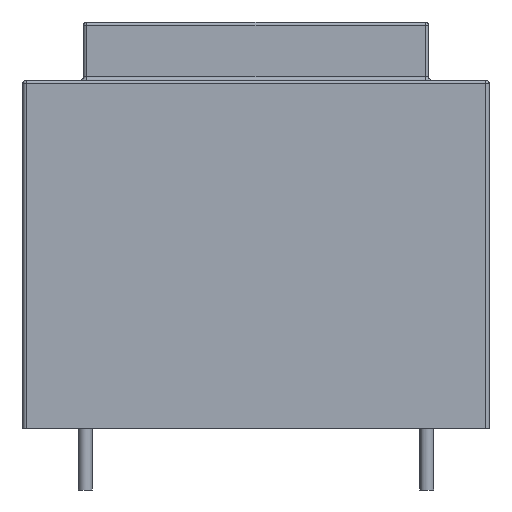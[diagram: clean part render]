
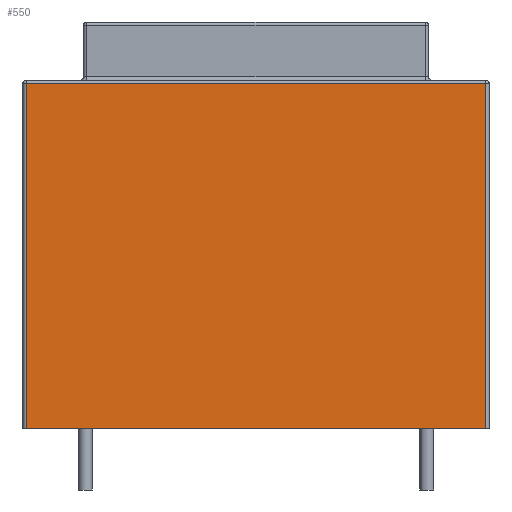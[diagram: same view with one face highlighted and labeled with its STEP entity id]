
A CAD part, front view. The second image highlights one B-rep face of the part: STEP entity #550.
In plain terms, the highlighted planar face has unit normal (0, -1, 0).
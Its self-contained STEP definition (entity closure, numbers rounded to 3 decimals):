
#196=CARTESIAN_POINT('',(13.45,-16.15,20.2));
#197=VERTEX_POINT('',#196);
#253=CARTESIAN_POINT('',(-13.45,-16.15,20.2));
#254=VERTEX_POINT('',#253);
#305=CARTESIAN_POINT('',(-13.45,-16.15,0.0));
#306=VERTEX_POINT('',#305);
#314=CARTESIAN_POINT('',(-13.45,-16.15,0.0));
#315=DIRECTION('',(0.0,0.0,1.0));
#316=VECTOR('',#315,20.2);
#317=LINE('',#314,#316);
#318=EDGE_CURVE('',#306,#254,#317,.T.);
#336=CARTESIAN_POINT('',(-13.45,-16.15,20.2));
#337=DIRECTION('',(1.0,0.0,0.0));
#338=VECTOR('',#337,26.9);
#339=LINE('',#336,#338);
#340=EDGE_CURVE('',#254,#197,#339,.T.);
#402=CARTESIAN_POINT('',(13.45,-16.15,0.0));
#403=VERTEX_POINT('',#402);
#420=CARTESIAN_POINT('',(13.45,-16.15,20.2));
#421=DIRECTION('',(0.0,0.0,-1.0));
#422=VECTOR('',#421,20.2);
#423=LINE('',#420,#422);
#424=EDGE_CURVE('',#197,#403,#423,.T.);
#523=CARTESIAN_POINT('',(-13.45,-16.15,0.0));
#524=DIRECTION('',(1.0,0.0,0.0));
#525=VECTOR('',#524,26.9);
#526=LINE('',#523,#525);
#527=EDGE_CURVE('',#306,#403,#526,.T.);
#539=CARTESIAN_POINT('',(13.65,-16.15,2.0));
#540=DIRECTION('',(0.0,-1.0,0.0));
#541=DIRECTION('',(0.0,0.0,-1.0));
#542=AXIS2_PLACEMENT_3D('',#539,#540,#541);
#543=PLANE('',#542);
#544=ORIENTED_EDGE('',*,*,#318,.F.);
#545=ORIENTED_EDGE('',*,*,#527,.T.);
#546=ORIENTED_EDGE('',*,*,#424,.F.);
#547=ORIENTED_EDGE('',*,*,#340,.F.);
#548=EDGE_LOOP('',(#544,#545,#546,#547));
#549=FACE_OUTER_BOUND('',#548,.T.);
#550=ADVANCED_FACE('',(#549),#543,.T.);
